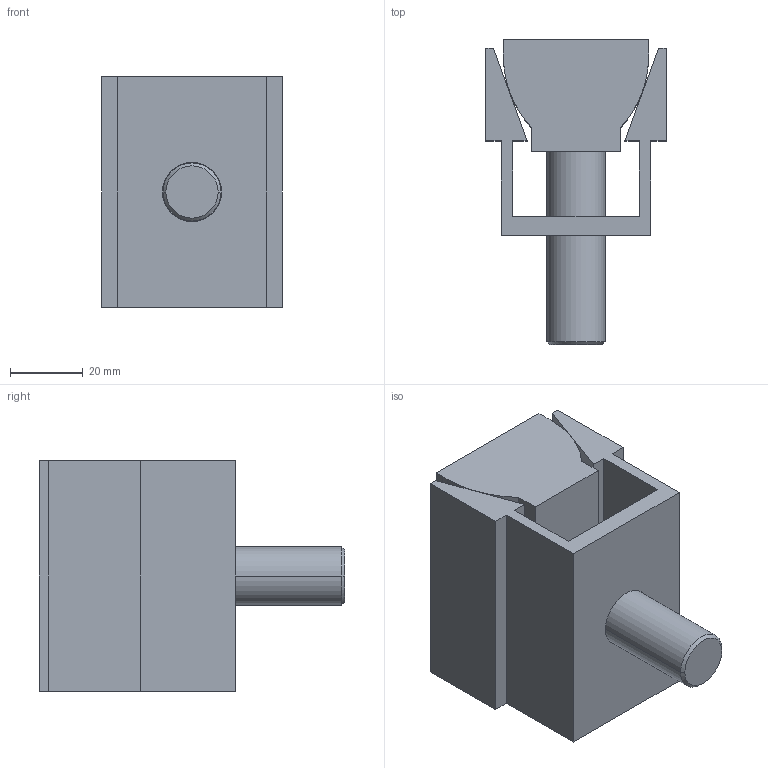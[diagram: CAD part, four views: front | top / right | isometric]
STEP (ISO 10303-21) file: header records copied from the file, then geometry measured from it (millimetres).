
FILE_DESCRIPTION(('STEP AP214'),'1');
FILE_NAME(' ',' ',('TraceParts'),('TraceParts S.A.'),'XStep 1.0',' ',' ');
FILE_SCHEMA(('automotive_design'));
Length unit declared in the file: millimetre
Products named in the file (3): 1; 2; 3
Bounding box: 49.7 x 84 x 63.5 mm (x, y, z)
Volume: 117165.7 mm3; surface area: 37775.5 mm2
Topology: 3 solids, 3 shells, 55 faces, 137 edges, 91 vertices
Faces by surface type: plane 37, cylinder 14, torus 2, cone 2
Entity records: 3274 total; most frequent: DIRECTION 290, CARTESIAN_POINT 286, STYLED_ITEM 283, PRESENTATION_STYLE_ASSIGNMENT 283, COLOUR_RGB 283, ORIENTED_EDGE 274, EDGE_CURVE 137, CURVE_STYLE 137
